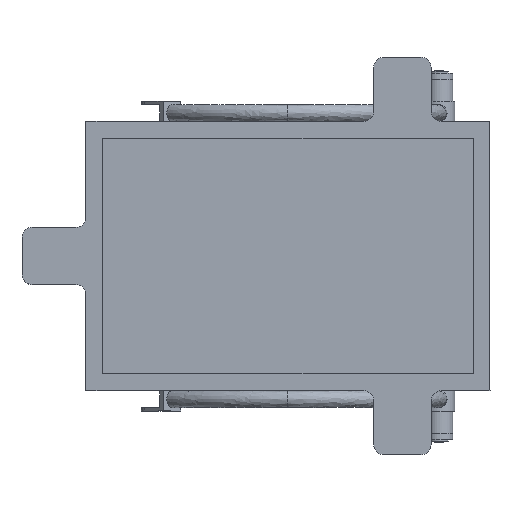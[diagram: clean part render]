
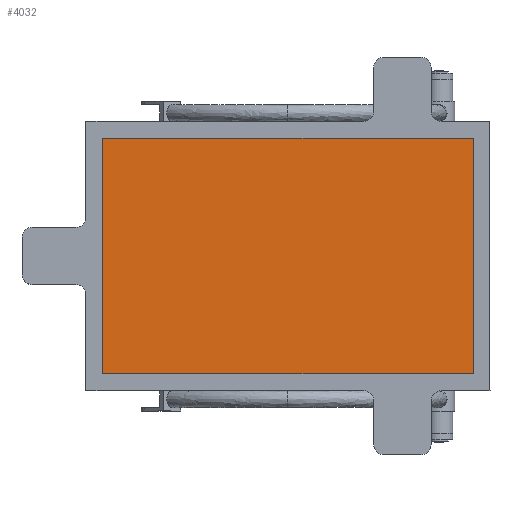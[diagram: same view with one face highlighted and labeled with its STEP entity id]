
A CAD part, top view. The second image highlights one B-rep face of the part: STEP entity #4032.
In plain terms, the highlighted face is planar.
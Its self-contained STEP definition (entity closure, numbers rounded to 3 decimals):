
#348=PLANE('',#4560);
#551=FACE_OUTER_BOUND('',#838,.T.);
#838=EDGE_LOOP('',(#3456,#3457,#3458,#3459,#3460,#3461,#3462,#3463,#3464,
#3465,#3466,#3467,#3468,#3469,#3470,#3471));
#1066=LINE('',#8279,#1356);
#1067=LINE('',#8281,#1357);
#1068=LINE('',#8283,#1358);
#1069=LINE('',#8285,#1359);
#1070=LINE('',#8287,#1360);
#1071=LINE('',#8289,#1361);
#1072=LINE('',#8291,#1362);
#1073=LINE('',#8293,#1363);
#1074=LINE('',#8295,#1364);
#1075=LINE('',#8297,#1365);
#1076=LINE('',#8299,#1366);
#1077=LINE('',#8301,#1367);
#1078=LINE('',#8303,#1368);
#1079=LINE('',#8305,#1369);
#1080=LINE('',#8307,#1370);
#1081=LINE('',#8308,#1371);
#1356=VECTOR('',#5573,10.);
#1357=VECTOR('',#5574,10.);
#1358=VECTOR('',#5575,10.);
#1359=VECTOR('',#5576,10.);
#1360=VECTOR('',#5577,10.);
#1361=VECTOR('',#5578,10.);
#1362=VECTOR('',#5579,10.);
#1363=VECTOR('',#5580,10.);
#1364=VECTOR('',#5581,10.);
#1365=VECTOR('',#5582,10.);
#1366=VECTOR('',#5583,10.);
#1367=VECTOR('',#5584,10.);
#1368=VECTOR('',#5585,10.);
#1369=VECTOR('',#5586,10.);
#1370=VECTOR('',#5587,10.);
#1371=VECTOR('',#5588,10.);
#1974=VERTEX_POINT('',#8277);
#1975=VERTEX_POINT('',#8278);
#1976=VERTEX_POINT('',#8280);
#1977=VERTEX_POINT('',#8282);
#1978=VERTEX_POINT('',#8284);
#1979=VERTEX_POINT('',#8286);
#1980=VERTEX_POINT('',#8288);
#1981=VERTEX_POINT('',#8290);
#1982=VERTEX_POINT('',#8292);
#1983=VERTEX_POINT('',#8294);
#1984=VERTEX_POINT('',#8296);
#1985=VERTEX_POINT('',#8298);
#1986=VERTEX_POINT('',#8300);
#1987=VERTEX_POINT('',#8302);
#1988=VERTEX_POINT('',#8304);
#1989=VERTEX_POINT('',#8306);
#2486=EDGE_CURVE('',#1974,#1975,#1066,.T.);
#2487=EDGE_CURVE('',#1976,#1975,#1067,.T.);
#2488=EDGE_CURVE('',#1976,#1977,#1068,.T.);
#2489=EDGE_CURVE('',#1977,#1978,#1069,.T.);
#2490=EDGE_CURVE('',#1979,#1978,#1070,.T.);
#2491=EDGE_CURVE('',#1980,#1979,#1071,.T.);
#2492=EDGE_CURVE('',#1980,#1981,#1072,.T.);
#2493=EDGE_CURVE('',#1981,#1982,#1073,.T.);
#2494=EDGE_CURVE('',#1983,#1982,#1074,.T.);
#2495=EDGE_CURVE('',#1984,#1983,#1075,.T.);
#2496=EDGE_CURVE('',#1984,#1985,#1076,.T.);
#2497=EDGE_CURVE('',#1986,#1985,#1077,.T.);
#2498=EDGE_CURVE('',#1987,#1986,#1078,.T.);
#2499=EDGE_CURVE('',#1988,#1987,#1079,.T.);
#2500=EDGE_CURVE('',#1988,#1989,#1080,.T.);
#2501=EDGE_CURVE('',#1974,#1989,#1081,.T.);
#3456=ORIENTED_EDGE('',*,*,#2486,.T.);
#3457=ORIENTED_EDGE('',*,*,#2487,.F.);
#3458=ORIENTED_EDGE('',*,*,#2488,.T.);
#3459=ORIENTED_EDGE('',*,*,#2489,.T.);
#3460=ORIENTED_EDGE('',*,*,#2490,.F.);
#3461=ORIENTED_EDGE('',*,*,#2491,.F.);
#3462=ORIENTED_EDGE('',*,*,#2492,.T.);
#3463=ORIENTED_EDGE('',*,*,#2493,.T.);
#3464=ORIENTED_EDGE('',*,*,#2494,.F.);
#3465=ORIENTED_EDGE('',*,*,#2495,.F.);
#3466=ORIENTED_EDGE('',*,*,#2496,.T.);
#3467=ORIENTED_EDGE('',*,*,#2497,.F.);
#3468=ORIENTED_EDGE('',*,*,#2498,.F.);
#3469=ORIENTED_EDGE('',*,*,#2499,.F.);
#3470=ORIENTED_EDGE('',*,*,#2500,.T.);
#3471=ORIENTED_EDGE('',*,*,#2501,.F.);
#4032=ADVANCED_FACE('',(#551),#348,.F.);
#4560=AXIS2_PLACEMENT_3D('',#8276,#5571,#5572);
#5571=DIRECTION('center_axis',(0.,-1.,0.));
#5572=DIRECTION('ref_axis',(-1.,0.,0.));
#5573=DIRECTION('',(0.,0.,1.));
#5574=DIRECTION('',(-1.,0.,0.));
#5575=DIRECTION('',(0.,0.,-1.));
#5576=DIRECTION('',(1.,0.,0.));
#5577=DIRECTION('',(0.,0.,-1.));
#5578=DIRECTION('',(-1.,0.,0.));
#5579=DIRECTION('',(0.,0.,-1.));
#5580=DIRECTION('',(1.,0.,0.));
#5581=DIRECTION('',(0.,0.,1.));
#5582=DIRECTION('',(1.,0.,0.));
#5583=DIRECTION('',(0.,0.,-1.));
#5584=DIRECTION('',(1.,0.,0.));
#5585=DIRECTION('',(0.,0.,-1.));
#5586=DIRECTION('',(1.,0.,0.));
#5587=DIRECTION('',(0.,0.,-1.));
#5588=DIRECTION('',(1.,0.,0.));
#8276=CARTESIAN_POINT('Origin',(-160.,20.,0.));
#8277=CARTESIAN_POINT('',(-375.,20.,-400.));
#8278=CARTESIAN_POINT('',(-375.,20.,0.));
#8279=CARTESIAN_POINT('',(-375.,20.,0.));
#8280=CARTESIAN_POINT('',(-160.,20.,0.));
#8281=CARTESIAN_POINT('',(-130.,20.,0.));
#8282=CARTESIAN_POINT('',(-160.,20.,-20.));
#8283=CARTESIAN_POINT('',(-160.,20.,0.));
#8284=CARTESIAN_POINT('',(-40.,20.,-20.));
#8285=CARTESIAN_POINT('',(-400.,20.,-20.));
#8286=CARTESIAN_POINT('',(-40.,20.,0.));
#8287=CARTESIAN_POINT('',(-40.,20.,0.));
#8288=CARTESIAN_POINT('',(180.,20.,0.));
#8289=CARTESIAN_POINT('',(40.,20.,0.));
#8290=CARTESIAN_POINT('',(180.,20.,-20.));
#8291=CARTESIAN_POINT('',(180.,20.,0.));
#8292=CARTESIAN_POINT('',(200.,20.,-20.));
#8293=CARTESIAN_POINT('',(-400.,20.,-20.));
#8294=CARTESIAN_POINT('',(200.,20.,-380.));
#8295=CARTESIAN_POINT('',(200.,20.,-110.));
#8296=CARTESIAN_POINT('',(180.,20.,-380.));
#8297=CARTESIAN_POINT('',(-400.,20.,-380.));
#8298=CARTESIAN_POINT('',(180.,20.,-400.));
#8299=CARTESIAN_POINT('',(180.,20.,0.));
#8300=CARTESIAN_POINT('',(-40.,20.,-400.));
#8301=CARTESIAN_POINT('',(40.,20.,-400.));
#8302=CARTESIAN_POINT('',(-40.,20.,-380.));
#8303=CARTESIAN_POINT('',(-40.,20.,0.));
#8304=CARTESIAN_POINT('',(-160.,20.,-380.));
#8305=CARTESIAN_POINT('',(-400.,20.,-380.));
#8306=CARTESIAN_POINT('',(-160.,20.,-400.));
#8307=CARTESIAN_POINT('',(-160.,20.,0.));
#8308=CARTESIAN_POINT('',(-130.,20.,-400.));
